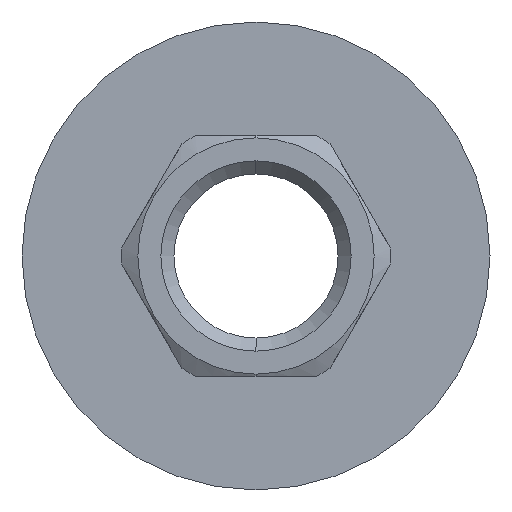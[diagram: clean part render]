
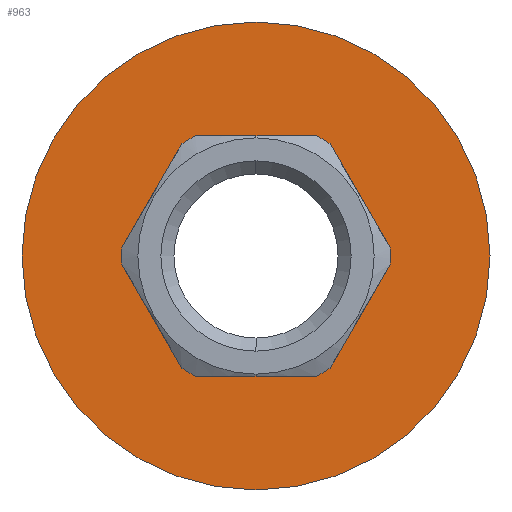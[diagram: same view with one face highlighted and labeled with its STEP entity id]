
A CAD part, front view. The second image highlights one B-rep face of the part: STEP entity #963.
In plain terms, the highlighted planar face has unit normal (0, -1, 0).
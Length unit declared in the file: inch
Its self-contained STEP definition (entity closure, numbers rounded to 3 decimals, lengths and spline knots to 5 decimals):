
#18 = CIRCLE ( 'NONE', #1069, 0.48425 ) ;
#28 = CARTESIAN_POINT ( 'NONE',  ( 0.21668, -0.64567, -0.43307 ) ) ;
#39 = AXIS2_PLACEMENT_3D ( 'NONE', #1571, #1198, #450 ) ;
#41 = ORIENTED_EDGE ( 'NONE', *, *, #136, .F. ) ;
#57 = CARTESIAN_POINT ( 'NONE',  ( -0.26671, -0.64567, -0.40418 ) ) ;
#81 = DIRECTION ( 'NONE',  ( 0., 0., 1. ) ) ;
#84 = CARTESIAN_POINT ( 'NONE',  ( 0.48339, -0.64567, -0.02889 ) ) ;
#97 = CARTESIAN_POINT ( 'NONE',  ( -0.48339, -0.64567, 0.02889 ) ) ;
#98 = LINE ( 'NONE', #325, #724 ) ;
#108 = CARTESIAN_POINT ( 'NONE',  ( 0.84252, -0.64567, -0.43307 ) ) ;
#126 = DIRECTION ( 'NONE',  ( 0., 1., 0. ) ) ;
#136 = EDGE_CURVE ( 'NONE', #1559, #1390, #507, .T. ) ;
#206 = DIRECTION ( 'NONE',  ( -0.5, 0., -0.866 ) ) ;
#223 = CARTESIAN_POINT ( 'NONE',  ( 0., -0.64567, 0. ) ) ;
#241 = CARTESIAN_POINT ( 'NONE',  ( 0.84252, -0.64567, 0.43307 ) ) ;
#244 = FACE_BOUND ( 'NONE', #1021, .T. ) ;
#252 = CIRCLE ( 'NONE', #1183, 0.48425 ) ;
#270 = DIRECTION ( 'NONE',  ( -0.5, 0., 0.866 ) ) ;
#291 = FACE_OUTER_BOUND ( 'NONE', #689, .T. ) ;
#325 = CARTESIAN_POINT ( 'NONE',  ( -0.48339, -0.64567, -0.02889 ) ) ;
#326 = PLANE ( 'NONE',  #39 ) ;
#328 = CARTESIAN_POINT ( 'NONE',  ( 0.48339, -0.64567, 0.02889 ) ) ;
#335 = CARTESIAN_POINT ( 'NONE',  ( 0., -0.64567, 0. ) ) ;
#337 = VERTEX_POINT ( 'NONE', #57 ) ;
#343 = EDGE_CURVE ( 'NONE', #1504, #686, #703, .T. ) ;
#346 = CIRCLE ( 'NONE', #1296, 0.48425 ) ;
#352 = DIRECTION ( 'NONE',  ( 0., 0., 1. ) ) ;
#383 = CIRCLE ( 'NONE', #1381, 0.84252 ) ;
#420 = DIRECTION ( 'NONE',  ( 0., -1., 0. ) ) ;
#426 = VECTOR ( 'NONE', #270, 39.37008 ) ;
#445 = CARTESIAN_POINT ( 'NONE',  ( -0.21668, -0.64567, 0.43307 ) ) ;
#450 = DIRECTION ( 'NONE',  ( 0., 0., 1. ) ) ;
#468 = ORIENTED_EDGE ( 'NONE', *, *, #1345, .F. ) ;
#475 = CARTESIAN_POINT ( 'NONE',  ( 0., -0.64567, 0. ) ) ;
#498 = DIRECTION ( 'NONE',  ( 0., -1., 0. ) ) ;
#501 = DIRECTION ( 'NONE',  ( 0., 0., 1. ) ) ;
#507 = LINE ( 'NONE', #1397, #426 ) ;
#533 = VERTEX_POINT ( 'NONE', #28 ) ;
#549 = AXIS2_PLACEMENT_3D ( 'NONE', #223, #1104, #352 ) ;
#570 = ORIENTED_EDGE ( 'NONE', *, *, #1179, .F. ) ;
#577 = ORIENTED_EDGE ( 'NONE', *, *, #712, .F. ) ;
#600 = CARTESIAN_POINT ( 'NONE',  ( 0., -0.64567, -0.84252 ) ) ;
#602 = DIRECTION ( 'NONE',  ( 0., 0., 1. ) ) ;
#604 = CIRCLE ( 'NONE', #1025, 0.48425 ) ;
#633 = VERTEX_POINT ( 'NONE', #1068 ) ;
#642 = EDGE_CURVE ( 'NONE', #1352, #764, #1090, .T. ) ;
#670 = ORIENTED_EDGE ( 'NONE', *, *, #343, .F. ) ;
#686 = VERTEX_POINT ( 'NONE', #1200 ) ;
#689 = EDGE_LOOP ( 'NONE', ( #1326, #1138 ) ) ;
#703 = CIRCLE ( 'NONE', #1000, 0.48425 ) ;
#707 = ORIENTED_EDGE ( 'NONE', *, *, #1144, .F. ) ;
#708 = DIRECTION ( 'NONE',  ( 0., -1., 0. ) ) ;
#712 = EDGE_CURVE ( 'NONE', #533, #1352, #604, .T. ) ;
#715 = LINE ( 'NONE', #241, #1339 ) ;
#724 = VECTOR ( 'NONE', #1197, 39.37008 ) ;
#758 = VECTOR ( 'NONE', #1188, 39.37008 ) ;
#764 = VERTEX_POINT ( 'NONE', #84 ) ;
#781 = VERTEX_POINT ( 'NONE', #97 ) ;
#822 = CARTESIAN_POINT ( 'NONE',  ( 0.21668, -0.64567, 0.43307 ) ) ;
#828 = DIRECTION ( 'NONE',  ( 0., 1., 0. ) ) ;
#872 = CARTESIAN_POINT ( 'NONE',  ( 0., -0.64567, 0. ) ) ;
#882 = VERTEX_POINT ( 'NONE', #892 ) ;
#892 = CARTESIAN_POINT ( 'NONE',  ( -0.21668, -0.64567, -0.43307 ) ) ;
#901 = ORIENTED_EDGE ( 'NONE', *, *, #642, .F. ) ;
#904 = ORIENTED_EDGE ( 'NONE', *, *, #1169, .F. ) ;
#939 = CARTESIAN_POINT ( 'NONE',  ( 0.26671, -0.64567, -0.40418 ) ) ;
#958 = VERTEX_POINT ( 'NONE', #822 ) ;
#963 = ADVANCED_FACE ( 'NONE', ( #291, #244 ), #326, .F. ) ;
#980 = EDGE_CURVE ( 'NONE', #686, #781, #1574, .T. ) ;
#983 = AXIS2_PLACEMENT_3D ( 'NONE', #1576, #828, #81 ) ;
#999 = DIRECTION ( 'NONE',  ( 0., 0., 1. ) ) ;
#1000 = AXIS2_PLACEMENT_3D ( 'NONE', #475, #1346, #602 ) ;
#1021 = EDGE_LOOP ( 'NONE', ( #904, #570, #41, #1430, #901, #577, #707, #468, #1432, #1565, #1328, #670 ) ) ;
#1025 = AXIS2_PLACEMENT_3D ( 'NONE', #1455, #708, #1575 ) ;
#1046 = CARTESIAN_POINT ( 'NONE',  ( 0.26671, -0.64567, -0.40418 ) ) ;
#1048 = VECTOR ( 'NONE', #1609, 39.37008 ) ;
#1059 = CIRCLE ( 'NONE', #983, 0.84252 ) ;
#1068 = CARTESIAN_POINT ( 'NONE',  ( 0., -0.64567, 0.84252 ) ) ;
#1069 = AXIS2_PLACEMENT_3D ( 'NONE', #335, #1245, #501 ) ;
#1073 = VERTEX_POINT ( 'NONE', #600 ) ;
#1074 = EDGE_CURVE ( 'NONE', #764, #1559, #1126, .T. ) ;
#1082 = CARTESIAN_POINT ( 'NONE',  ( -0.26671, -0.64567, 0.40418 ) ) ;
#1090 = LINE ( 'NONE', #939, #758 ) ;
#1104 = DIRECTION ( 'NONE',  ( 0., -1., 0. ) ) ;
#1116 = DIRECTION ( 'NONE',  ( -1., 0., 0. ) ) ;
#1126 = CIRCLE ( 'NONE', #549, 0.48425 ) ;
#1138 = ORIENTED_EDGE ( 'NONE', *, *, #1207, .F. ) ;
#1144 = EDGE_CURVE ( 'NONE', #882, #533, #1382, .T. ) ;
#1169 = EDGE_CURVE ( 'NONE', #958, #1504, #715, .T. ) ;
#1170 = CARTESIAN_POINT ( 'NONE',  ( 0., -0.64567, 0. ) ) ;
#1177 = CARTESIAN_POINT ( 'NONE',  ( 0.26671, -0.64567, 0.40418 ) ) ;
#1179 = EDGE_CURVE ( 'NONE', #1390, #958, #346, .T. ) ;
#1183 = AXIS2_PLACEMENT_3D ( 'NONE', #1170, #420, #1295 ) ;
#1188 = DIRECTION ( 'NONE',  ( 0.5, 0., 0.866 ) ) ;
#1197 = DIRECTION ( 'NONE',  ( 0.5, 0., -0.866 ) ) ;
#1198 = DIRECTION ( 'NONE',  ( 0., 1., 0. ) ) ;
#1200 = CARTESIAN_POINT ( 'NONE',  ( -0.26671, -0.64567, 0.40418 ) ) ;
#1207 = EDGE_CURVE ( 'NONE', #1073, #633, #383, .T. ) ;
#1242 = CARTESIAN_POINT ( 'NONE',  ( 0., -0.64567, 0. ) ) ;
#1245 = DIRECTION ( 'NONE',  ( 0., -1., 0. ) ) ;
#1295 = DIRECTION ( 'NONE',  ( 0., 0., 1. ) ) ;
#1296 = AXIS2_PLACEMENT_3D ( 'NONE', #1242, #498, #1373 ) ;
#1326 = ORIENTED_EDGE ( 'NONE', *, *, #1549, .F. ) ;
#1328 = ORIENTED_EDGE ( 'NONE', *, *, #980, .F. ) ;
#1339 = VECTOR ( 'NONE', #1116, 39.37008 ) ;
#1345 = EDGE_CURVE ( 'NONE', #337, #882, #252, .T. ) ;
#1346 = DIRECTION ( 'NONE',  ( 0., -1., 0. ) ) ;
#1352 = VERTEX_POINT ( 'NONE', #1046 ) ;
#1373 = DIRECTION ( 'NONE',  ( 0., 0., 1. ) ) ;
#1381 = AXIS2_PLACEMENT_3D ( 'NONE', #872, #126, #999 ) ;
#1382 = LINE ( 'NONE', #108, #1048 ) ;
#1390 = VERTEX_POINT ( 'NONE', #1177 ) ;
#1397 = CARTESIAN_POINT ( 'NONE',  ( 0.48339, -0.64567, 0.02889 ) ) ;
#1430 = ORIENTED_EDGE ( 'NONE', *, *, #1074, .F. ) ;
#1432 = ORIENTED_EDGE ( 'NONE', *, *, #1480, .F. ) ;
#1455 = CARTESIAN_POINT ( 'NONE',  ( 0., -0.64567, 0. ) ) ;
#1480 = EDGE_CURVE ( 'NONE', #1601, #337, #98, .T. ) ;
#1504 = VERTEX_POINT ( 'NONE', #445 ) ;
#1509 = CARTESIAN_POINT ( 'NONE',  ( -0.48339, -0.64567, -0.02889 ) ) ;
#1542 = VECTOR ( 'NONE', #206, 39.37008 ) ;
#1549 = EDGE_CURVE ( 'NONE', #633, #1073, #1059, .T. ) ;
#1559 = VERTEX_POINT ( 'NONE', #328 ) ;
#1565 = ORIENTED_EDGE ( 'NONE', *, *, #1567, .F. ) ;
#1567 = EDGE_CURVE ( 'NONE', #781, #1601, #18, .T. ) ;
#1571 = CARTESIAN_POINT ( 'NONE',  ( 0.84252, -0.64567, 0. ) ) ;
#1574 = LINE ( 'NONE', #1082, #1542 ) ;
#1575 = DIRECTION ( 'NONE',  ( 0., 0., 1. ) ) ;
#1576 = CARTESIAN_POINT ( 'NONE',  ( 0., -0.64567, 0. ) ) ;
#1601 = VERTEX_POINT ( 'NONE', #1509 ) ;
#1609 = DIRECTION ( 'NONE',  ( 1., 0., 0. ) ) ;
